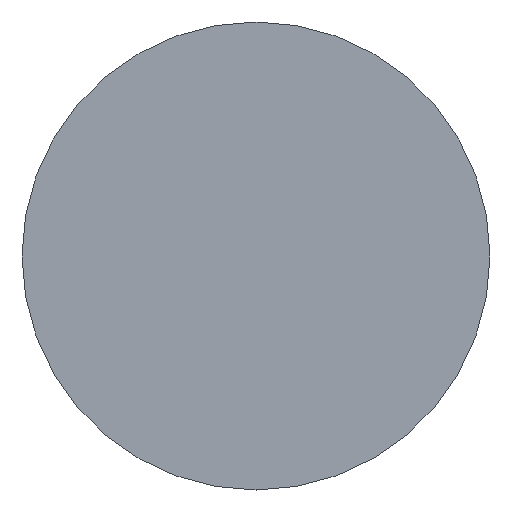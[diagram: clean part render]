
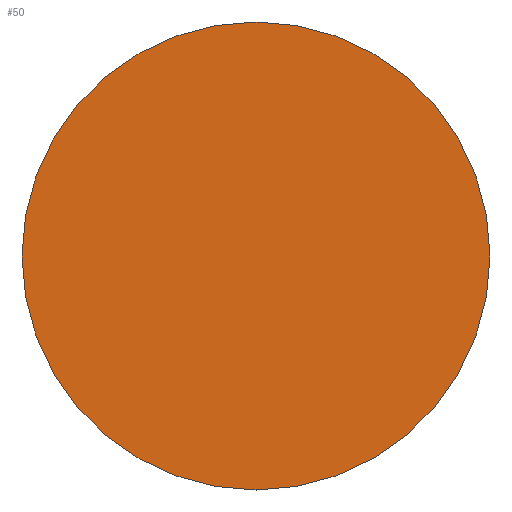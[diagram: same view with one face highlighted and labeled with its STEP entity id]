
A CAD part, left-side view. The second image highlights one B-rep face of the part: STEP entity #50.
In plain terms, the highlighted planar face has unit normal (-1, 0, 0).
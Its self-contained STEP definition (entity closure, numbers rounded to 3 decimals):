
#50=ADVANCED_FACE('',(#67),#69,.F.);
#67=FACE_BOUND('',#68,.T.);
#68=EDGE_LOOP('',(#77));
#69=PLANE('',#70);
#70=AXIS2_PLACEMENT_3D('',#71,#72,#73);
#71=CARTESIAN_POINT('',(0.,0.,0.));
#72=DIRECTION('',(1.,0.,0.));
#73=DIRECTION('',(0.,1.,0.));
#77=ORIENTED_EDGE('',*,*,#79,.F.);
#79=EDGE_CURVE('',#82,#82,#83,.T.);
#82=VERTEX_POINT('',#89);
#83=CIRCLE('',#90,4.);
#89=CARTESIAN_POINT('',(0.,4.,0.));
#90=AXIS2_PLACEMENT_3D('',#91,#92,#93);
#91=CARTESIAN_POINT('',(0.,0.,0.));
#92=DIRECTION('',(1.,0.,0.));
#93=DIRECTION('',(0.,1.,0.));
